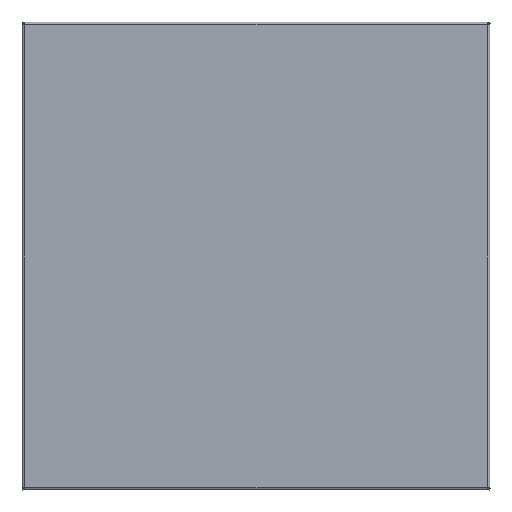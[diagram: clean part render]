
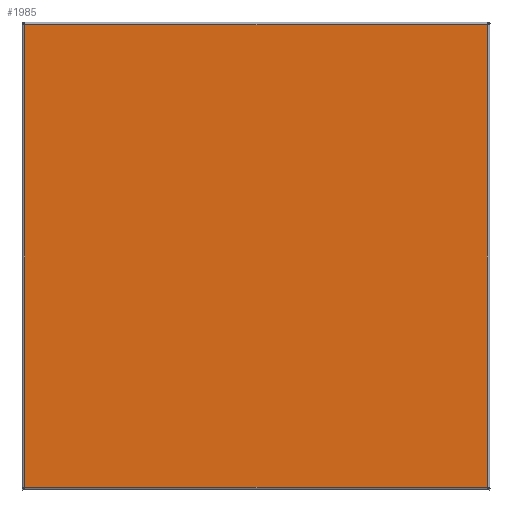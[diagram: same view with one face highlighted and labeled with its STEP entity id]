
A CAD part, front view. The second image highlights one B-rep face of the part: STEP entity #1985.
In plain terms, the highlighted planar face has unit normal (0, -1, 0).
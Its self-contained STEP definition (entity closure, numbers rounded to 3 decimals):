
#9 = EDGE_CURVE ( 'NONE', #669, #380, #1390, .T. ) ;
#23 = ORIENTED_EDGE ( 'NONE', *, *, #455, .T. ) ;
#52 = CARTESIAN_POINT ( 'NONE',  ( -139.65, -7., -139.6 ) ) ;
#54 = CARTESIAN_POINT ( 'NONE',  ( -141.25, -7., 139.6 ) ) ;
#76 = VECTOR ( 'NONE', #878, 1000. ) ;
#118 = VERTEX_POINT ( 'NONE', #1661 ) ;
#125 = CARTESIAN_POINT ( 'NONE',  ( -141.25, -7., -141.25 ) ) ;
#150 = AXIS2_PLACEMENT_3D ( 'NONE', #125, #743, #1855 ) ;
#175 = VECTOR ( 'NONE', #966, 1000. ) ;
#203 = ORIENTED_EDGE ( 'NONE', *, *, #9, .T. ) ;
#213 = LINE ( 'NONE', #993, #1346 ) ;
#260 = CARTESIAN_POINT ( 'NONE',  ( 139.6, -7., -141.25 ) ) ;
#312 = EDGE_CURVE ( 'NONE', #380, #1331, #1174, .T. ) ;
#350 = VERTEX_POINT ( 'NONE', #1460 ) ;
#373 = CARTESIAN_POINT ( 'NONE',  ( 139.6, -7., -141.25 ) ) ;
#380 = VERTEX_POINT ( 'NONE', #526 ) ;
#383 = EDGE_CURVE ( 'NONE', #1517, #817, #1567, .T. ) ;
#388 = CARTESIAN_POINT ( 'NONE',  ( -139.65, -7., -139.6 ) ) ;
#446 = ORIENTED_EDGE ( 'NONE', *, *, #1740, .T. ) ;
#455 = EDGE_CURVE ( 'NONE', #1329, #1517, #494, .T. ) ;
#493 = DIRECTION ( 'NONE',  ( 0., 0., -1. ) ) ;
#494 = LINE ( 'NONE', #388, #1700 ) ;
#526 = CARTESIAN_POINT ( 'NONE',  ( 139.65, -7., 139.6 ) ) ;
#545 = ORIENTED_EDGE ( 'NONE', *, *, #1602, .T. ) ;
#550 = CARTESIAN_POINT ( 'NONE',  ( 139.65, -7., 139.6 ) ) ;
#557 = VECTOR ( 'NONE', #1486, 1000. ) ;
#563 = LINE ( 'NONE', #1387, #982 ) ;
#596 = ORIENTED_EDGE ( 'NONE', *, *, #1470, .T. ) ;
#607 = CARTESIAN_POINT ( 'NONE',  ( -139.65, -7., 139.6 ) ) ;
#624 = EDGE_CURVE ( 'NONE', #1981, #1215, #563, .T. ) ;
#669 = VERTEX_POINT ( 'NONE', #1396 ) ;
#681 = CARTESIAN_POINT ( 'NONE',  ( -141.25, -7., -139.6 ) ) ;
#695 = FACE_OUTER_BOUND ( 'NONE', #1948, .T. ) ;
#705 = VERTEX_POINT ( 'NONE', #1734 ) ;
#743 = DIRECTION ( 'NONE',  ( 0., -1., 0. ) ) ;
#755 = DIRECTION ( 'NONE',  ( -1., 0., 0. ) ) ;
#759 = CARTESIAN_POINT ( 'NONE',  ( 139.6, -7., 139.6 ) ) ;
#776 = EDGE_CURVE ( 'NONE', #817, #705, #933, .T. ) ;
#817 = VERTEX_POINT ( 'NONE', #968 ) ;
#878 = DIRECTION ( 'NONE',  ( 0., 0., 1. ) ) ;
#890 = LINE ( 'NONE', #260, #76 ) ;
#906 = ORIENTED_EDGE ( 'NONE', *, *, #383, .T. ) ;
#933 = LINE ( 'NONE', #1589, #1679 ) ;
#950 = ORIENTED_EDGE ( 'NONE', *, *, #624, .T. ) ;
#966 = DIRECTION ( 'NONE',  ( 1., 0., 0. ) ) ;
#968 = CARTESIAN_POINT ( 'NONE',  ( -139.6, -7., -139.6 ) ) ;
#982 = VECTOR ( 'NONE', #755, 1000. ) ;
#989 = VERTEX_POINT ( 'NONE', #1584 ) ;
#993 = CARTESIAN_POINT ( 'NONE',  ( 139.6, -7., -139.65 ) ) ;
#1000 = LINE ( 'NONE', #1762, #175 ) ;
#1053 = VECTOR ( 'NONE', #1944, 1000. ) ;
#1174 = LINE ( 'NONE', #54, #1525 ) ;
#1188 = EDGE_CURVE ( 'NONE', #705, #989, #213, .T. ) ;
#1215 = VERTEX_POINT ( 'NONE', #1636 ) ;
#1272 = DIRECTION ( 'NONE',  ( -1., 0., 0. ) ) ;
#1329 = VERTEX_POINT ( 'NONE', #607 ) ;
#1331 = VERTEX_POINT ( 'NONE', #759 ) ;
#1346 = VECTOR ( 'NONE', #1626, 1000. ) ;
#1351 = ORIENTED_EDGE ( 'NONE', *, *, #1864, .T. ) ;
#1387 = CARTESIAN_POINT ( 'NONE',  ( -139.6, -7., 139.65 ) ) ;
#1390 = LINE ( 'NONE', #550, #1820 ) ;
#1396 = CARTESIAN_POINT ( 'NONE',  ( 139.65, -7., -139.6 ) ) ;
#1455 = EDGE_CURVE ( 'NONE', #118, #1329, #1757, .T. ) ;
#1460 = CARTESIAN_POINT ( 'NONE',  ( 139.6, -7., -139.6 ) ) ;
#1466 = ORIENTED_EDGE ( 'NONE', *, *, #1188, .T. ) ;
#1470 = EDGE_CURVE ( 'NONE', #350, #669, #1000, .T. ) ;
#1486 = DIRECTION ( 'NONE',  ( 0., 0., 1. ) ) ;
#1514 = VECTOR ( 'NONE', #1980, 1000. ) ;
#1515 = CARTESIAN_POINT ( 'NONE',  ( -139.6, -7., -141.25 ) ) ;
#1517 = VERTEX_POINT ( 'NONE', #52 ) ;
#1525 = VECTOR ( 'NONE', #1935, 1000. ) ;
#1536 = LINE ( 'NONE', #373, #557 ) ;
#1567 = LINE ( 'NONE', #681, #1053 ) ;
#1584 = CARTESIAN_POINT ( 'NONE',  ( 139.6, -7., -139.65 ) ) ;
#1589 = CARTESIAN_POINT ( 'NONE',  ( -139.6, -7., -141.25 ) ) ;
#1602 = EDGE_CURVE ( 'NONE', #989, #350, #1536, .T. ) ;
#1617 = LINE ( 'NONE', #1515, #1514 ) ;
#1626 = DIRECTION ( 'NONE',  ( 1., 0., 0. ) ) ;
#1636 = CARTESIAN_POINT ( 'NONE',  ( -139.6, -7., 139.65 ) ) ;
#1645 = DIRECTION ( 'NONE',  ( 0., 0., -1. ) ) ;
#1648 = DIRECTION ( 'NONE',  ( 0., 0., 1. ) ) ;
#1661 = CARTESIAN_POINT ( 'NONE',  ( -139.6, -7., 139.6 ) ) ;
#1675 = ORIENTED_EDGE ( 'NONE', *, *, #312, .T. ) ;
#1679 = VECTOR ( 'NONE', #493, 1000. ) ;
#1692 = CARTESIAN_POINT ( 'NONE',  ( 139.6, -7., 139.65 ) ) ;
#1699 = PLANE ( 'NONE',  #150 ) ;
#1700 = VECTOR ( 'NONE', #1645, 1000. ) ;
#1734 = CARTESIAN_POINT ( 'NONE',  ( -139.6, -7., -139.65 ) ) ;
#1740 = EDGE_CURVE ( 'NONE', #1215, #118, #1617, .T. ) ;
#1757 = LINE ( 'NONE', #1915, #1838 ) ;
#1762 = CARTESIAN_POINT ( 'NONE',  ( -141.25, -7., -139.6 ) ) ;
#1766 = ORIENTED_EDGE ( 'NONE', *, *, #1455, .T. ) ;
#1820 = VECTOR ( 'NONE', #1648, 1000. ) ;
#1838 = VECTOR ( 'NONE', #1272, 1000. ) ;
#1855 = DIRECTION ( 'NONE',  ( 0., 0., -1. ) ) ;
#1864 = EDGE_CURVE ( 'NONE', #1331, #1981, #890, .T. ) ;
#1892 = ORIENTED_EDGE ( 'NONE', *, *, #776, .T. ) ;
#1915 = CARTESIAN_POINT ( 'NONE',  ( -141.25, -7., 139.6 ) ) ;
#1935 = DIRECTION ( 'NONE',  ( -1., 0., 0. ) ) ;
#1944 = DIRECTION ( 'NONE',  ( 1., 0., 0. ) ) ;
#1948 = EDGE_LOOP ( 'NONE', ( #1766, #23, #906, #1892, #1466, #545, #596, #203, #1675, #1351, #950, #446 ) ) ;
#1980 = DIRECTION ( 'NONE',  ( 0., 0., -1. ) ) ;
#1981 = VERTEX_POINT ( 'NONE', #1692 ) ;
#1985 = ADVANCED_FACE ( 'NONE', ( #695 ), #1699, .T. ) ;
